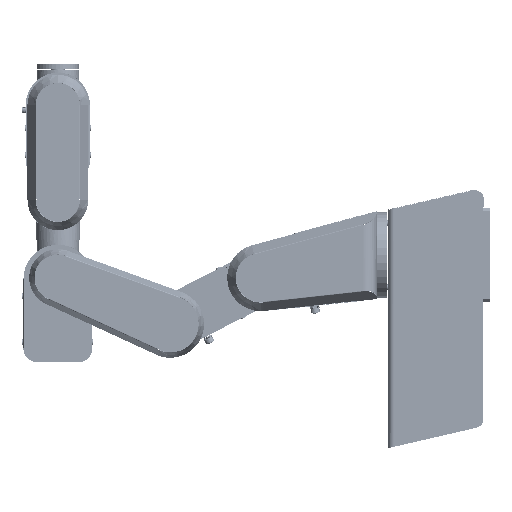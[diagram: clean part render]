
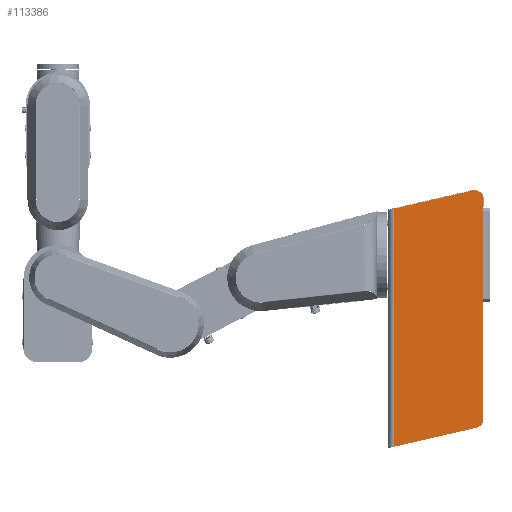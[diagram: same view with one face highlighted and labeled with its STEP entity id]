
A CAD part, left-side view. The second image highlights one B-rep face of the part: STEP entity #113386.
In plain terms, the highlighted planar face has unit normal (-1, 0, 0).
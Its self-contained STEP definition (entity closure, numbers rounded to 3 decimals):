
#3729 = CIRCLE ( 'NONE', #71235, 12.5 ) ;
#4686 = LINE ( 'NONE', #137987, #11572 ) ;
#5214 = DIRECTION ( 'NONE',  ( 0., 0., 1. ) ) ;
#5442 = CIRCLE ( 'NONE', #187959, 12.5 ) ;
#5650 = CARTESIAN_POINT ( 'NONE',  ( -76.25, 10., 99.33 ) ) ;
#6048 = CARTESIAN_POINT ( 'NONE',  ( -76.25, 19.688, -255.47 ) ) ;
#9179 = ORIENTED_EDGE ( 'NONE', *, *, #24129, .F. ) ;
#11572 = VECTOR ( 'NONE', #47221, 1000. ) ;
#14406 = EDGE_CURVE ( 'NONE', #15661, #189957, #126771, .T. ) ;
#15661 = VERTEX_POINT ( 'NONE', #6048 ) ;
#19170 = DIRECTION ( 'NONE',  ( 0., 0., 1. ) ) ;
#24129 = EDGE_CURVE ( 'NONE', #71650, #24726, #4686, .T. ) ;
#24726 = VERTEX_POINT ( 'NONE', #92667 ) ;
#27949 = DIRECTION ( 'NONE',  ( -1., 0., 0. ) ) ;
#32689 = VECTOR ( 'NONE', #5214, 1000. ) ;
#35140 = ORIENTED_EDGE ( 'NONE', *, *, #98361, .T. ) ;
#37583 = FACE_OUTER_BOUND ( 'NONE', #168834, .T. ) ;
#37996 = ORIENTED_EDGE ( 'NONE', *, *, #51965, .T. ) ;
#47221 = DIRECTION ( 'NONE',  ( 0., -0.974, 0.225 ) ) ;
#51965 = EDGE_CURVE ( 'NONE', #166324, #24726, #5442, .T. ) ;
#53538 = VERTEX_POINT ( 'NONE', #147478 ) ;
#58510 = DIRECTION ( 'NONE',  ( 0., 0., -1. ) ) ;
#60795 = CARTESIAN_POINT ( 'NONE',  ( -76.25, 10., 83.615 ) ) ;
#64188 = DIRECTION ( 'NONE',  ( -1., 0., 0. ) ) ;
#66151 = ORIENTED_EDGE ( 'NONE', *, *, #14406, .F. ) ;
#66854 = DIRECTION ( 'NONE',  ( -1., 0., 0. ) ) ;
#70550 = EDGE_CURVE ( 'NONE', #189957, #71650, #86624, .T. ) ;
#71235 = AXIS2_PLACEMENT_3D ( 'NONE', #102314, #27949, #58510 ) ;
#71650 = VERTEX_POINT ( 'NONE', #115509 ) ;
#78565 = CARTESIAN_POINT ( 'NONE',  ( -76.25, 22.5, 83.615 ) ) ;
#80194 = CARTESIAN_POINT ( 'NONE',  ( -76.25, 10., 99.33 ) ) ;
#86624 = LINE ( 'NONE', #157393, #123909 ) ;
#92667 = CARTESIAN_POINT ( 'NONE',  ( -76.25, 25.312, 95.795 ) ) ;
#95020 = PLANE ( 'NONE',  #144152 ) ;
#98361 = EDGE_CURVE ( 'NONE', #53538, #166324, #193888, .T. ) ;
#102314 = CARTESIAN_POINT ( 'NONE',  ( -76.25, 22.5, -243.29 ) ) ;
#111786 = CARTESIAN_POINT ( 'NONE',  ( -76.25, 142., -283.708 ) ) ;
#113386 = ADVANCED_FACE ( 'NONE', ( #37583 ), #95020, .T. ) ;
#115509 = CARTESIAN_POINT ( 'NONE',  ( -76.25, 142., 68.855 ) ) ;
#123909 = VECTOR ( 'NONE', #158043, 1000. ) ;
#125647 = DIRECTION ( 'NONE',  ( 0., 0., 1. ) ) ;
#126771 = LINE ( 'NONE', #174028, #138698 ) ;
#132852 = ORIENTED_EDGE ( 'NONE', *, *, #160074, .T. ) ;
#137987 = CARTESIAN_POINT ( 'NONE',  ( -76.25, 10., 99.33 ) ) ;
#138698 = VECTOR ( 'NONE', #144457, 1000. ) ;
#144152 = AXIS2_PLACEMENT_3D ( 'NONE', #5650, #66854, #125647 ) ;
#144457 = DIRECTION ( 'NONE',  ( 0., 0.974, -0.225 ) ) ;
#147478 = CARTESIAN_POINT ( 'NONE',  ( -76.25, 10., -243.29 ) ) ;
#157393 = CARTESIAN_POINT ( 'NONE',  ( -76.25, 142., 99.33 ) ) ;
#158043 = DIRECTION ( 'NONE',  ( 0., 0., 1. ) ) ;
#160074 = EDGE_CURVE ( 'NONE', #15661, #53538, #3729, .T. ) ;
#166324 = VERTEX_POINT ( 'NONE', #60795 ) ;
#168834 = EDGE_LOOP ( 'NONE', ( #9179, #171000, #66151, #132852, #35140, #37996 ) ) ;
#171000 = ORIENTED_EDGE ( 'NONE', *, *, #70550, .F. ) ;
#174028 = CARTESIAN_POINT ( 'NONE',  ( -76.25, 150.5, -285.67 ) ) ;
#187959 = AXIS2_PLACEMENT_3D ( 'NONE', #78565, #64188, #19170 ) ;
#189957 = VERTEX_POINT ( 'NONE', #111786 ) ;
#193888 = LINE ( 'NONE', #80194, #32689 ) ;
